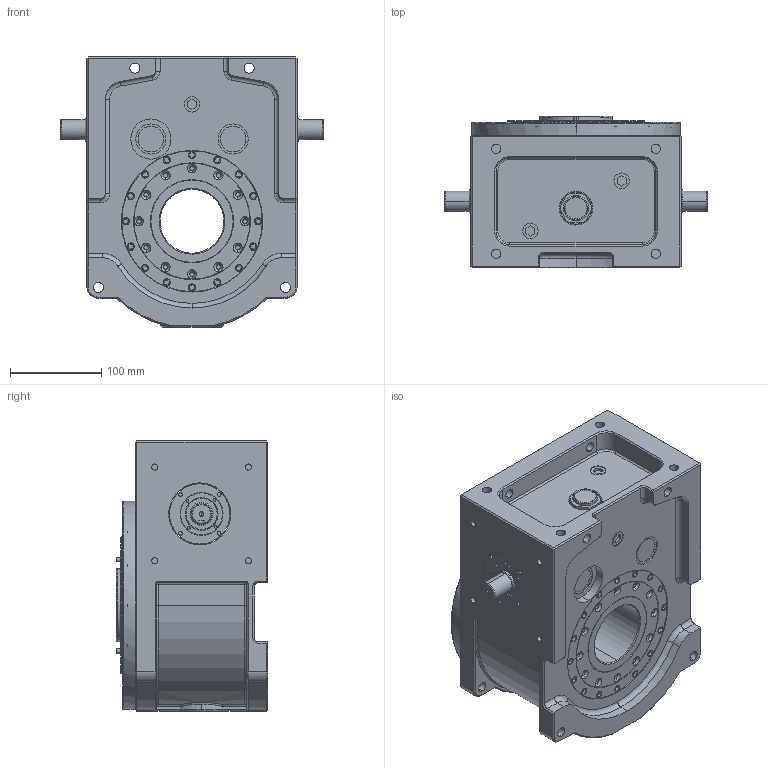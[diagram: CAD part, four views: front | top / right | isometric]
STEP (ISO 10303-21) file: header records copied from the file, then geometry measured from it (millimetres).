
FILE_DESCRIPTION (( 'STEP AP203' ), '1' );
FILE_NAME ('FR10標準外型.STEP', '2025-06-24T12:40:24', ( '' ), ( '' ), 'SwSTEP 2.0', 'SolidWorks 2018', '' );
FILE_SCHEMA (( 'CONFIG_CONTROL_DESIGN' ));
Length unit declared in the file: millimetre
Products named in the file (1): FR10標準外型
Bounding box: 288 x 166 x 296 mm (x, y, z)
Volume: 5599750.7 mm3; surface area: 652617.2 mm2
Topology: 2 solids, 20 shells, 1273 faces, 2883 edges, 1840 vertices
Faces by surface type: plane 616, cylinder 485, cone 81, torus 42, bspline 41, sphere 8
Entity records: 38979 total; most frequent: CARTESIAN_POINT 9728, DIRECTION 6321, ORIENTED_EDGE 5742, EDGE_CURVE 2871, AXIS2_PLACEMENT_3D 2370, VERTEX_POINT 1840, VECTOR 1581, LINE 1581
